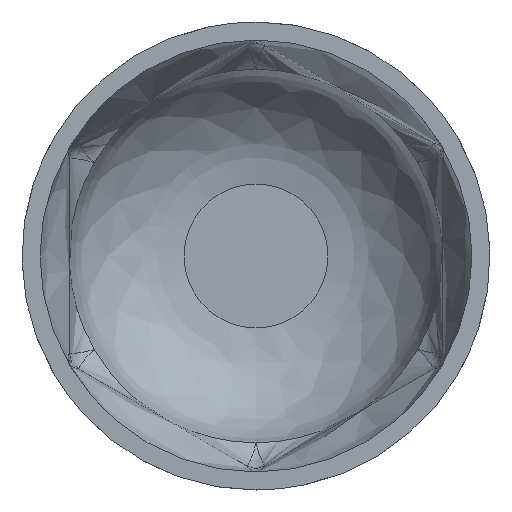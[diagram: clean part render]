
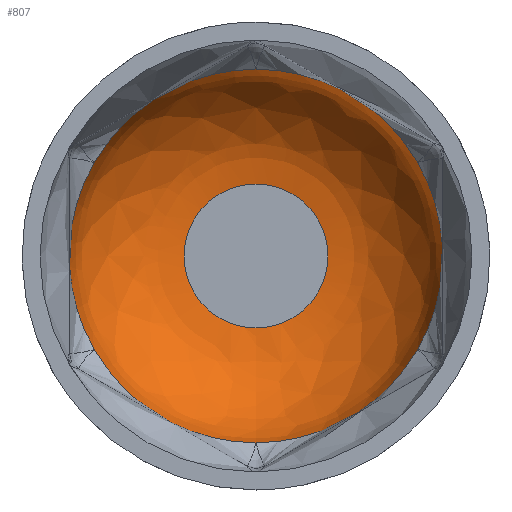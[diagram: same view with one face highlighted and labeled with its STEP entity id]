
A CAD part, front view. The second image highlights one B-rep face of the part: STEP entity #807.
In plain terms, the highlighted free-form (B-spline) face has degree [2, 2] with [3, 9] control points.
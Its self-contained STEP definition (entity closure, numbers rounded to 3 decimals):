
#25=(
BOUNDED_CURVE()
B_SPLINE_CURVE(2,(#2475,#2476,#2477),.UNSPECIFIED.,.F.,.F.)
B_SPLINE_CURVE_WITH_KNOTS((3,3),(0.14,1.491),
 .UNSPECIFIED.)
CURVE()
GEOMETRIC_REPRESENTATION_ITEM()
RATIONAL_B_SPLINE_CURVE((1.,0.78,1.))
REPRESENTATION_ITEM('')
);
#27=(
BOUNDED_SURFACE()
B_SPLINE_SURFACE(2,2,((#2443,#2444,#2445,#2446,#2447,#2448,#2449,#2450,
#2451),(#2452,#2453,#2454,#2455,#2456,#2457,#2458,#2459,#2460),(#2461,#2462,
#2463,#2464,#2465,#2466,#2467,#2468,#2469)),.UNSPECIFIED.,.F.,.T.,.F.)
B_SPLINE_SURFACE_WITH_KNOTS((3,3),(3,2,2,2,3),(0.14,1.491),
(-3.142,-1.571,0.,1.571,3.142),
 .UNSPECIFIED.)
GEOMETRIC_REPRESENTATION_ITEM()
RATIONAL_B_SPLINE_SURFACE(((1.,0.707,1.,0.707,1.,
0.707,1.,0.707,1.),(0.78,0.552,
0.78,0.552,0.78,0.552,
0.78,0.552,0.78),(1.,0.707,
1.,0.707,1.,0.707,1.,0.707,1.)))
REPRESENTATION_ITEM('')
SURFACE()
);
#29=CIRCLE('',#829,20.75);
#30=CIRCLE('',#830,20.75);
#31=CIRCLE('',#831,20.75);
#34=CIRCLE('',#834,20.75);
#35=CIRCLE('',#835,20.75);
#36=CIRCLE('',#836,20.75);
#38=CIRCLE('',#838,20.75);
#39=CIRCLE('',#839,20.75);
#40=CIRCLE('',#840,20.75);
#41=CIRCLE('',#841,20.75);
#42=CIRCLE('',#842,20.75);
#43=CIRCLE('',#843,8.);
#44=CIRCLE('',#844,8.);
#45=CIRCLE('',#845,20.75);
#46=CIRCLE('',#846,20.75);
#47=CIRCLE('',#847,20.75);
#48=CIRCLE('',#848,20.75);
#49=CIRCLE('',#849,20.75);
#50=CIRCLE('',#850,20.75);
#51=CIRCLE('',#851,20.75);
#78=FACE_OUTER_BOUND('',#107,.T.);
#107=EDGE_LOOP('',(#558,#559,#560,#561,#562,#563,#564,#565,#566,#567,#568,
#569,#570,#571,#572,#573,#574,#575,#576,#577,#578,#579));
#225=VERTEX_POINT('',#1100);
#230=VERTEX_POINT('',#1251);
#231=VERTEX_POINT('',#1253);
#232=VERTEX_POINT('',#1255);
#239=VERTEX_POINT('',#1429);
#249=VERTEX_POINT('',#1621);
#250=VERTEX_POINT('',#1633);
#251=VERTEX_POINT('',#1635);
#255=VERTEX_POINT('',#1919);
#265=VERTEX_POINT('',#2111);
#266=VERTEX_POINT('',#2123);
#267=VERTEX_POINT('',#2125);
#272=VERTEX_POINT('',#2470);
#273=VERTEX_POINT('',#2471);
#274=VERTEX_POINT('',#2474);
#275=VERTEX_POINT('',#2478);
#276=VERTEX_POINT('',#2481);
#277=VERTEX_POINT('',#2483);
#278=VERTEX_POINT('',#2486);
#279=VERTEX_POINT('',#2488);
#348=EDGE_CURVE('',#230,#225,#29,.T.);
#349=EDGE_CURVE('',#231,#230,#30,.T.);
#350=EDGE_CURVE('',#232,#231,#31,.T.);
#369=EDGE_CURVE('',#250,#249,#34,.T.);
#370=EDGE_CURVE('',#251,#250,#35,.T.);
#371=EDGE_CURVE('',#239,#251,#36,.T.);
#387=EDGE_CURVE('',#266,#265,#38,.T.);
#388=EDGE_CURVE('',#267,#266,#39,.T.);
#389=EDGE_CURVE('',#255,#267,#40,.T.);
#396=EDGE_CURVE('',#272,#273,#41,.T.);
#397=EDGE_CURVE('',#273,#239,#42,.T.);
#398=EDGE_CURVE('',#249,#274,#25,.T.);
#399=EDGE_CURVE('',#274,#275,#43,.T.);
#400=EDGE_CURVE('',#275,#274,#44,.T.);
#401=EDGE_CURVE('',#249,#276,#45,.T.);
#402=EDGE_CURVE('',#276,#277,#46,.T.);
#403=EDGE_CURVE('',#277,#255,#47,.T.);
#404=EDGE_CURVE('',#265,#278,#48,.T.);
#405=EDGE_CURVE('',#278,#279,#49,.T.);
#406=EDGE_CURVE('',#279,#232,#50,.T.);
#407=EDGE_CURVE('',#225,#272,#51,.T.);
#558=ORIENTED_EDGE('',*,*,#396,.T.);
#559=ORIENTED_EDGE('',*,*,#397,.T.);
#560=ORIENTED_EDGE('',*,*,#371,.T.);
#561=ORIENTED_EDGE('',*,*,#370,.T.);
#562=ORIENTED_EDGE('',*,*,#369,.T.);
#563=ORIENTED_EDGE('',*,*,#398,.T.);
#564=ORIENTED_EDGE('',*,*,#399,.T.);
#565=ORIENTED_EDGE('',*,*,#400,.T.);
#566=ORIENTED_EDGE('',*,*,#398,.F.);
#567=ORIENTED_EDGE('',*,*,#401,.T.);
#568=ORIENTED_EDGE('',*,*,#402,.T.);
#569=ORIENTED_EDGE('',*,*,#403,.T.);
#570=ORIENTED_EDGE('',*,*,#389,.T.);
#571=ORIENTED_EDGE('',*,*,#388,.T.);
#572=ORIENTED_EDGE('',*,*,#387,.T.);
#573=ORIENTED_EDGE('',*,*,#404,.T.);
#574=ORIENTED_EDGE('',*,*,#405,.T.);
#575=ORIENTED_EDGE('',*,*,#406,.T.);
#576=ORIENTED_EDGE('',*,*,#350,.T.);
#577=ORIENTED_EDGE('',*,*,#349,.T.);
#578=ORIENTED_EDGE('',*,*,#348,.T.);
#579=ORIENTED_EDGE('',*,*,#407,.T.);
#807=ADVANCED_FACE('',(#78),#27,.T.);
#829=AXIS2_PLACEMENT_3D('',#1252,#880,#881);
#830=AXIS2_PLACEMENT_3D('',#1254,#882,#883);
#831=AXIS2_PLACEMENT_3D('',#1256,#884,#885);
#834=AXIS2_PLACEMENT_3D('',#1634,#890,#891);
#835=AXIS2_PLACEMENT_3D('',#1636,#892,#893);
#836=AXIS2_PLACEMENT_3D('',#1637,#894,#895);
#838=AXIS2_PLACEMENT_3D('',#2124,#898,#899);
#839=AXIS2_PLACEMENT_3D('',#2126,#900,#901);
#840=AXIS2_PLACEMENT_3D('',#2127,#902,#903);
#841=AXIS2_PLACEMENT_3D('',#2472,#904,#905);
#842=AXIS2_PLACEMENT_3D('',#2473,#906,#907);
#843=AXIS2_PLACEMENT_3D('',#2479,#908,#909);
#844=AXIS2_PLACEMENT_3D('',#2480,#910,#911);
#845=AXIS2_PLACEMENT_3D('',#2482,#912,#913);
#846=AXIS2_PLACEMENT_3D('',#2484,#914,#915);
#847=AXIS2_PLACEMENT_3D('',#2485,#916,#917);
#848=AXIS2_PLACEMENT_3D('',#2487,#918,#919);
#849=AXIS2_PLACEMENT_3D('',#2489,#920,#921);
#850=AXIS2_PLACEMENT_3D('',#2490,#922,#923);
#851=AXIS2_PLACEMENT_3D('',#2491,#924,#925);
#880=DIRECTION('center_axis',(0.,-1.,0.));
#881=DIRECTION('ref_axis',(1.,0.,0.));
#882=DIRECTION('center_axis',(0.,-1.,0.));
#883=DIRECTION('ref_axis',(1.,0.,0.));
#884=DIRECTION('center_axis',(0.,-1.,0.));
#885=DIRECTION('ref_axis',(1.,0.,0.));
#890=DIRECTION('center_axis',(0.,-1.,0.));
#891=DIRECTION('ref_axis',(1.,0.,0.));
#892=DIRECTION('center_axis',(0.,-1.,0.));
#893=DIRECTION('ref_axis',(1.,0.,0.));
#894=DIRECTION('center_axis',(0.,-1.,0.));
#895=DIRECTION('ref_axis',(1.,0.,0.));
#898=DIRECTION('center_axis',(0.,-1.,0.));
#899=DIRECTION('ref_axis',(1.,0.,0.));
#900=DIRECTION('center_axis',(0.,-1.,0.));
#901=DIRECTION('ref_axis',(1.,0.,0.));
#902=DIRECTION('center_axis',(0.,-1.,0.));
#903=DIRECTION('ref_axis',(1.,0.,0.));
#904=DIRECTION('center_axis',(0.,-1.,0.));
#905=DIRECTION('ref_axis',(1.,0.,0.));
#906=DIRECTION('center_axis',(0.,-1.,0.));
#907=DIRECTION('ref_axis',(1.,0.,0.));
#908=DIRECTION('center_axis',(0.,1.,0.));
#909=DIRECTION('ref_axis',(1.,0.,0.));
#910=DIRECTION('center_axis',(0.,1.,0.));
#911=DIRECTION('ref_axis',(1.,0.,0.));
#912=DIRECTION('center_axis',(0.,-1.,0.));
#913=DIRECTION('ref_axis',(1.,0.,0.));
#914=DIRECTION('center_axis',(0.,-1.,0.));
#915=DIRECTION('ref_axis',(1.,0.,0.));
#916=DIRECTION('center_axis',(0.,-1.,0.));
#917=DIRECTION('ref_axis',(1.,0.,0.));
#918=DIRECTION('center_axis',(0.,-1.,0.));
#919=DIRECTION('ref_axis',(1.,0.,0.));
#920=DIRECTION('center_axis',(0.,-1.,0.));
#921=DIRECTION('ref_axis',(1.,0.,0.));
#922=DIRECTION('center_axis',(0.,-1.,0.));
#923=DIRECTION('ref_axis',(1.,0.,0.));
#924=DIRECTION('center_axis',(0.,-1.,0.));
#925=DIRECTION('ref_axis',(1.,0.,0.));
#1100=CARTESIAN_POINT('',(-17.97,30.,10.375));
#1251=CARTESIAN_POINT('',(-13.233,30.,15.983));
#1252=CARTESIAN_POINT('Origin',(0.,30.,0.));
#1253=CARTESIAN_POINT('',(-7.225,30.,19.452));
#1254=CARTESIAN_POINT('Origin',(0.,30.,0.));
#1255=CARTESIAN_POINT('',(0.,30.,20.75));
#1256=CARTESIAN_POINT('Origin',(0.,30.,0.));
#1429=CARTESIAN_POINT('',(-17.97,30.,-10.375));
#1621=CARTESIAN_POINT('',(0.,30.,-20.75));
#1633=CARTESIAN_POINT('',(-7.225,30.,-19.452));
#1634=CARTESIAN_POINT('Origin',(0.,30.,0.));
#1635=CARTESIAN_POINT('',(-13.233,30.,-15.983));
#1636=CARTESIAN_POINT('Origin',(0.,30.,0.));
#1637=CARTESIAN_POINT('Origin',(0.,30.,0.));
#1919=CARTESIAN_POINT('',(17.97,30.,-10.375));
#2111=CARTESIAN_POINT('',(17.97,30.,10.375));
#2123=CARTESIAN_POINT('',(20.458,30.,3.469));
#2124=CARTESIAN_POINT('Origin',(0.,30.,0.));
#2125=CARTESIAN_POINT('',(20.458,30.,-3.469));
#2126=CARTESIAN_POINT('Origin',(0.,30.,0.));
#2127=CARTESIAN_POINT('Origin',(0.,30.,0.));
#2443=CARTESIAN_POINT('Ctrl Pts',(0.,30.,-20.75));
#2444=CARTESIAN_POINT('Ctrl Pts',(-20.75,30.,-20.75));
#2445=CARTESIAN_POINT('Ctrl Pts',(-20.75,30.,0.));
#2446=CARTESIAN_POINT('Ctrl Pts',(-20.75,30.,20.75));
#2447=CARTESIAN_POINT('Ctrl Pts',(0.,30.,20.75));
#2448=CARTESIAN_POINT('Ctrl Pts',(20.75,30.,20.75));
#2449=CARTESIAN_POINT('Ctrl Pts',(20.75,30.,0.));
#2450=CARTESIAN_POINT('Ctrl Pts',(20.75,30.,-20.75));
#2451=CARTESIAN_POINT('Ctrl Pts',(0.,30.,-20.75));
#2452=CARTESIAN_POINT('Ctrl Pts',(0.,41.108,-19.183));
#2453=CARTESIAN_POINT('Ctrl Pts',(-19.183,41.108,-19.183));
#2454=CARTESIAN_POINT('Ctrl Pts',(-19.183,41.108,0.));
#2455=CARTESIAN_POINT('Ctrl Pts',(-19.183,41.108,19.183));
#2456=CARTESIAN_POINT('Ctrl Pts',(0.,41.108,19.183));
#2457=CARTESIAN_POINT('Ctrl Pts',(19.183,41.108,19.183));
#2458=CARTESIAN_POINT('Ctrl Pts',(19.183,41.108,0.));
#2459=CARTESIAN_POINT('Ctrl Pts',(19.183,41.108,-19.183));
#2460=CARTESIAN_POINT('Ctrl Pts',(0.,41.108,-19.183));
#2461=CARTESIAN_POINT('Ctrl Pts',(0.,42.,-8.));
#2462=CARTESIAN_POINT('Ctrl Pts',(-8.,42.,-8.));
#2463=CARTESIAN_POINT('Ctrl Pts',(-8.,42.,0.));
#2464=CARTESIAN_POINT('Ctrl Pts',(-8.,42.,8.));
#2465=CARTESIAN_POINT('Ctrl Pts',(0.,42.,8.));
#2466=CARTESIAN_POINT('Ctrl Pts',(8.,42.,8.));
#2467=CARTESIAN_POINT('Ctrl Pts',(8.,42.,0.));
#2468=CARTESIAN_POINT('Ctrl Pts',(8.,42.,-8.));
#2469=CARTESIAN_POINT('Ctrl Pts',(0.,42.,-8.));
#2470=CARTESIAN_POINT('',(-20.458,30.,3.469));
#2471=CARTESIAN_POINT('',(-20.458,30.,-3.469));
#2472=CARTESIAN_POINT('Origin',(0.,30.,0.));
#2473=CARTESIAN_POINT('Origin',(0.,30.,0.));
#2474=CARTESIAN_POINT('',(0.,42.,-8.));
#2475=CARTESIAN_POINT('Ctrl Pts',(0.,30.,-20.75));
#2476=CARTESIAN_POINT('Ctrl Pts',(0.,41.108,-19.183));
#2477=CARTESIAN_POINT('Ctrl Pts',(0.,42.,-8.));
#2478=CARTESIAN_POINT('',(-8.,42.,0.));
#2479=CARTESIAN_POINT('Origin',(0.,42.,0.));
#2480=CARTESIAN_POINT('Origin',(0.,42.,0.));
#2481=CARTESIAN_POINT('',(7.225,30.,-19.452));
#2482=CARTESIAN_POINT('Origin',(0.,30.,0.));
#2483=CARTESIAN_POINT('',(13.233,30.,-15.983));
#2484=CARTESIAN_POINT('Origin',(0.,30.,0.));
#2485=CARTESIAN_POINT('Origin',(0.,30.,0.));
#2486=CARTESIAN_POINT('',(13.233,30.,15.983));
#2487=CARTESIAN_POINT('Origin',(0.,30.,0.));
#2488=CARTESIAN_POINT('',(7.225,30.,19.452));
#2489=CARTESIAN_POINT('Origin',(0.,30.,0.));
#2490=CARTESIAN_POINT('Origin',(0.,30.,0.));
#2491=CARTESIAN_POINT('Origin',(0.,30.,0.));
